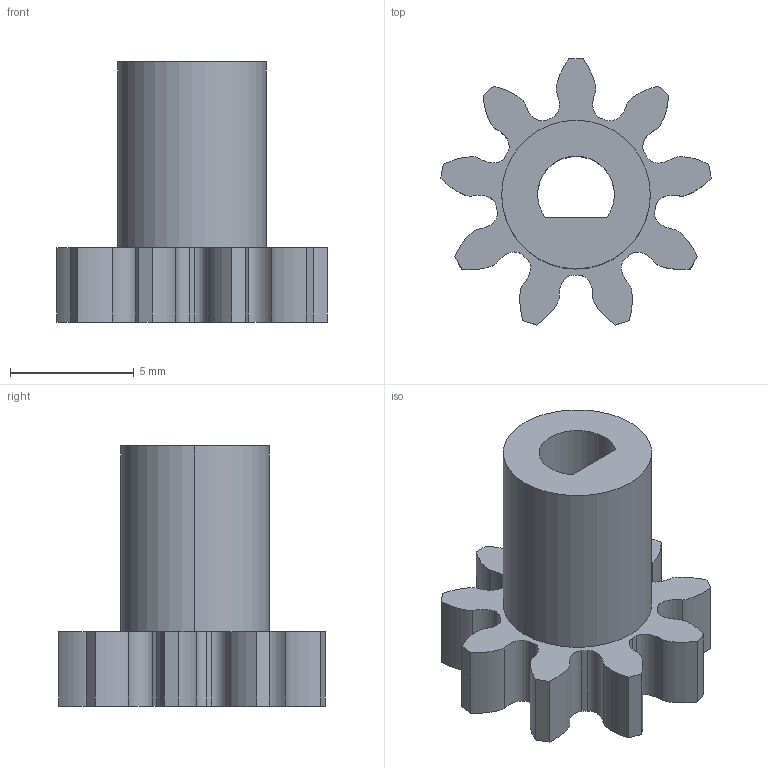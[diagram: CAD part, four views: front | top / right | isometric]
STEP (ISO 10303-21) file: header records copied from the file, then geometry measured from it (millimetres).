
FILE_DESCRIPTION (( 'STEP AP214' ), '1' );
FILE_NAME ('翋雄喘.STEP', '2024-01-29T19:37:36', ( '' ), ( '' ), 'SwSTEP 2.0', 'SolidWorks 2022', '' );
FILE_SCHEMA (( 'AUTOMOTIVE_DESIGN' ));
Length unit declared in the file: millimetre
Products named in the file (1): 主动齿
Bounding box: 10.92 x 10.75 x 10.5 mm (x, y, z)
Volume: 325.5 mm3; surface area: 513.5 mm2
Topology: 1 solids, 1 shells, 63 faces, 180 edges, 120 vertices
Faces by surface type: bspline 45, cylinder 14, plane 4
Entity records: 2998 total; most frequent: CARTESIAN_POINT 1597, ORIENTED_EDGE 360, EDGE_CURVE 180, DIRECTION 156, VERTEX_POINT 120, B_SPLINE_CURVE_WITH_KNOTS 90, EDGE_LOOP 66, FACE_OUTER_BOUND 63
